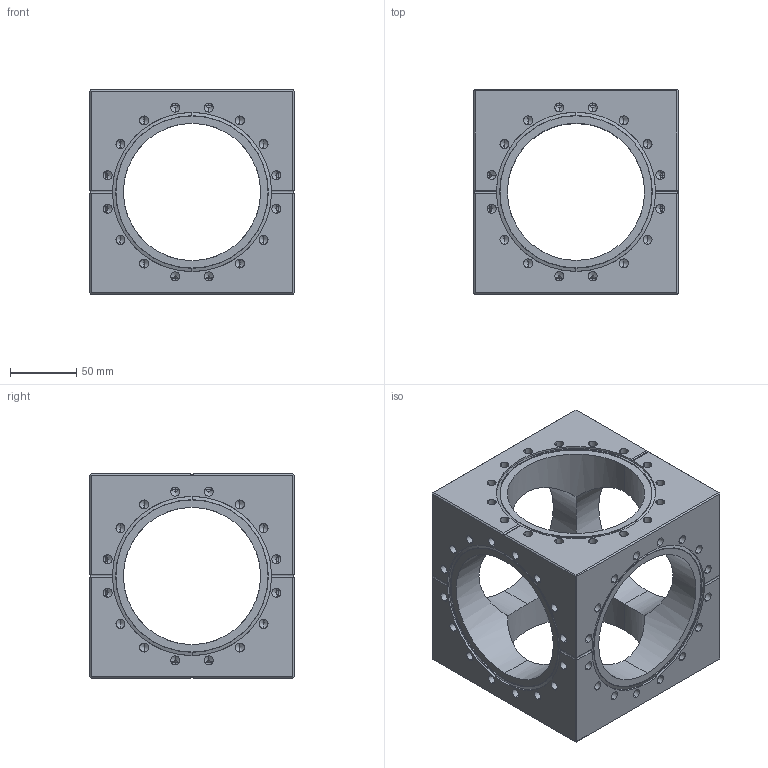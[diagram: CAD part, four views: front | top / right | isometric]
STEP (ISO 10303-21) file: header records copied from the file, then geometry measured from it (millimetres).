
FILE_DESCRIPTION (( 'STEP AP214' ), '1' );
FILE_NAME ('470RKK100.step', '2017-07-10T05:05:03', ( 'install' ), ( '' ), 'SwSTEP 2.0', 'SolidWorks 2015', '' );
FILE_SCHEMA (( 'AUTOMOTIVE_DESIGN' ));
Length unit declared in the file: millimetre
Products named in the file (1): 470RKK100
Bounding box: 155 x 155 x 155 mm (x, y, z)
Volume: 1299319.5 mm3; surface area: 178924.4 mm2
Topology: 1 solids, 1 shells, 503 faces, 1242 edges, 689 vertices
Faces by surface type: cylinder 230, cone 225, plane 36, torus 12
Entity records: 16909 total; most frequent: CARTESIAN_POINT 3380, DIRECTION 2491, ORIENTED_EDGE 2292, EDGE_CURVE 1146, AXIS2_PLACEMENT_3D 1006, VERTEX_POINT 689, EDGE_LOOP 605, FACE_OUTER_BOUND 503
